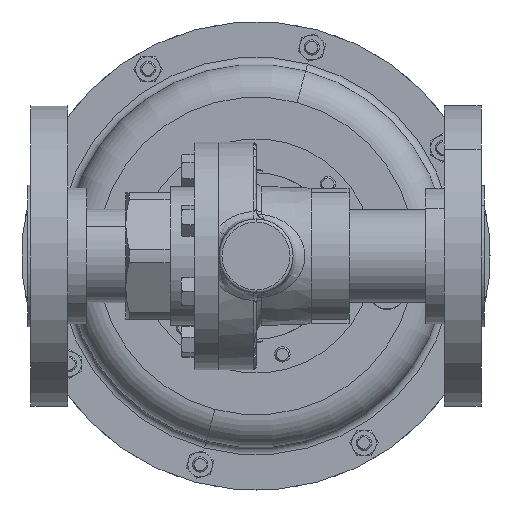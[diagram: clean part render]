
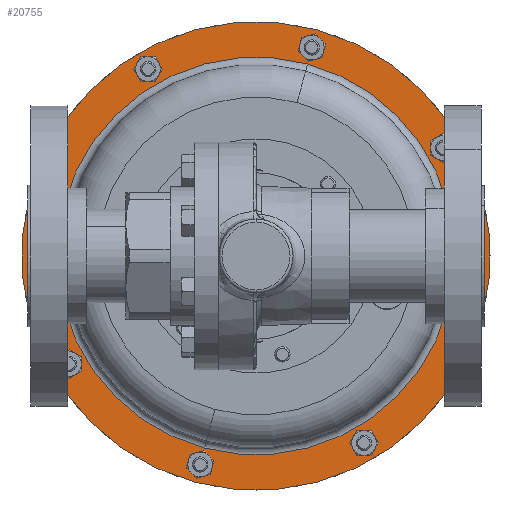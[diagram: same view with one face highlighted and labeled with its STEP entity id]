
A CAD part, front view. The second image highlights one B-rep face of the part: STEP entity #20755.
In plain terms, the highlighted planar face has unit normal (0, -1, 0).
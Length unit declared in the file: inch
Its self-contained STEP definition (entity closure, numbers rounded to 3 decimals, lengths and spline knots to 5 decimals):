
#115 = VERTEX_POINT ( 'NONE', #16885 ) ;
#1043 = AXIS2_PLACEMENT_3D ( 'NONE', #12010, #28390, #14350 ) ;
#3663 = DIRECTION ( 'NONE',  ( 0.259, 0., 0.966 ) ) ;
#3894 = DIRECTION ( 'NONE',  ( 0., 1., 0. ) ) ;
#3997 = EDGE_CURVE ( 'NONE', #8665, #115, #17616, .T. ) ;
#4160 = CARTESIAN_POINT ( 'NONE',  ( 0., 8.2525, 0. ) ) ;
#4975 = AXIS2_PLACEMENT_3D ( 'NONE', #23300, #25594, #23069 ) ;
#5951 = AXIS2_PLACEMENT_3D ( 'NONE', #24979, #20210, #13323 ) ;
#6655 = FACE_OUTER_BOUND ( 'NONE', #15454, .T. ) ;
#7258 = DIRECTION ( 'NONE',  ( 0.259, 0., 0.966 ) ) ;
#7775 = EDGE_CURVE ( 'NONE', #18304, #30287, #19581, .T. ) ;
#8374 = ORIENTED_EDGE ( 'NONE', *, *, #3997, .T. ) ;
#8467 = ORIENTED_EDGE ( 'NONE', *, *, #11855, .T. ) ;
#8665 = VERTEX_POINT ( 'NONE', #21675 ) ;
#10750 = CARTESIAN_POINT ( 'NONE',  ( 0., 8.2525, 0. ) ) ;
#11235 = CARTESIAN_POINT ( 'NONE',  ( -1.22939, 8.2525, -4.58815 ) ) ;
#11855 = EDGE_CURVE ( 'NONE', #115, #8665, #25921, .T. ) ;
#12010 = CARTESIAN_POINT ( 'NONE',  ( 0., 8.2525, 0. ) ) ;
#13323 = DIRECTION ( 'NONE',  ( -0.259, 0., -0.966 ) ) ;
#13821 = CARTESIAN_POINT ( 'NONE',  ( 1.22939, 8.2525, 4.58815 ) ) ;
#14342 = FACE_BOUND ( 'NONE', #27581, .T. ) ;
#14350 = DIRECTION ( 'NONE',  ( 0.259, 0., 0.966 ) ) ;
#15454 = EDGE_LOOP ( 'NONE', ( #27783, #28397 ) ) ;
#16139 = DIRECTION ( 'NONE',  ( 0., 1., 0. ) ) ;
#16885 = CARTESIAN_POINT ( 'NONE',  ( -1.04278, 8.2525, -3.89172 ) ) ;
#17616 = CIRCLE ( 'NONE', #20904, 4.029 ) ;
#18304 = VERTEX_POINT ( 'NONE', #13821 ) ;
#19581 = CIRCLE ( 'NONE', #4975, 4.75 ) ;
#20210 = DIRECTION ( 'NONE',  ( 0., -1., 0. ) ) ;
#20572 = AXIS2_PLACEMENT_3D ( 'NONE', #10750, #16139, #7258 ) ;
#20755 = ADVANCED_FACE ( 'NONE', ( #14342, #6655 ), #27371, .T. ) ;
#20904 = AXIS2_PLACEMENT_3D ( 'NONE', #4160, #3894, #3663 ) ;
#21540 = EDGE_CURVE ( 'NONE', #30287, #18304, #23823, .T. ) ;
#21675 = CARTESIAN_POINT ( 'NONE',  ( 1.04278, 8.2525, 3.89172 ) ) ;
#23069 = DIRECTION ( 'NONE',  ( 0.259, 0., 0.966 ) ) ;
#23300 = CARTESIAN_POINT ( 'NONE',  ( 0., 8.2525, 0. ) ) ;
#23823 = CIRCLE ( 'NONE', #1043, 4.75 ) ;
#24979 = CARTESIAN_POINT ( 'NONE',  ( 4.58815, 8.2525, -1.22939 ) ) ;
#25594 = DIRECTION ( 'NONE',  ( 0., 1., 0. ) ) ;
#25921 = CIRCLE ( 'NONE', #20572, 4.029 ) ;
#27371 = PLANE ( 'NONE',  #5951 ) ;
#27581 = EDGE_LOOP ( 'NONE', ( #8374, #8467 ) ) ;
#27783 = ORIENTED_EDGE ( 'NONE', *, *, #7775, .F. ) ;
#28390 = DIRECTION ( 'NONE',  ( 0., 1., 0. ) ) ;
#28397 = ORIENTED_EDGE ( 'NONE', *, *, #21540, .F. ) ;
#30287 = VERTEX_POINT ( 'NONE', #11235 ) ;
